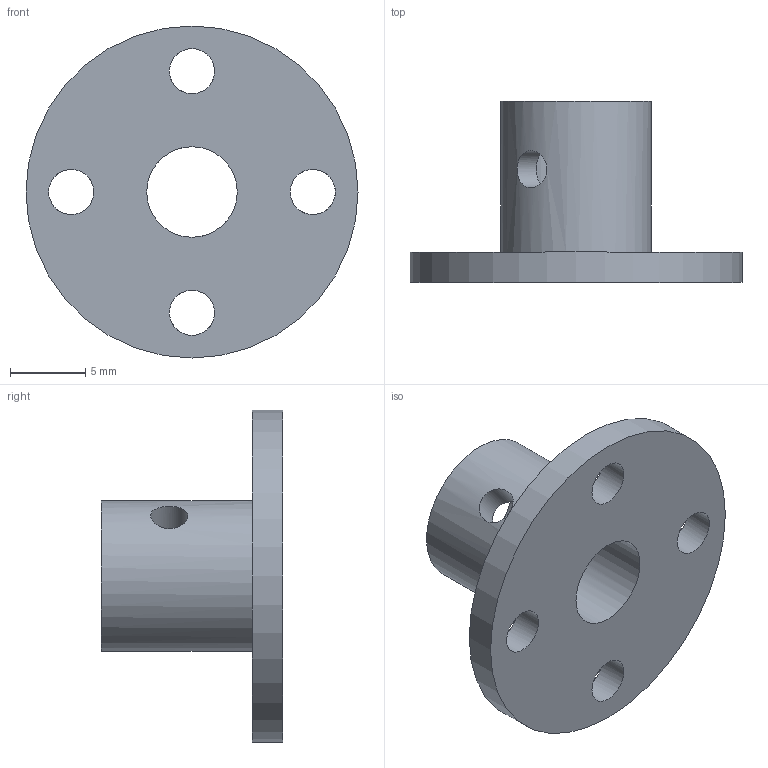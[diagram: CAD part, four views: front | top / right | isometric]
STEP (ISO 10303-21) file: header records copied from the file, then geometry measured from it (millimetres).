
FILE_DESCRIPTION(/* description */ (''),/* implementation_level */ '2;1');
FILE_NAME(/* name */ '9_Flangia_ipt_d97e50f4.STEP',/* time_stamp */ '2020-02-10T12:18:24+01:00',/* author */ ('socci'),/* organization */ (''),/* preprocessor_version */ 'ST-DEVELOPER v18',/* originating_system */ 'Autodesk Inventor 2020',/* authorisation */ '');
FILE_SCHEMA (('AUTOMOTIVE_DESIGN { 1 0 10303 214 3 1 1 }'));
Length unit declared in the file: millimetre
Products named in the file (1): 9_Flangia
Bounding box: 22 x 12 x 22 mm (x, y, z)
Volume: 1130.6 mm3; surface area: 1413.6 mm2
Topology: 1 solids, 1 shells, 12 faces, 47 edges, 38 vertices
Faces by surface type: cylinder 9, plane 3
Full cylindrical faces by diameter (mm): 2.459 x2, 3 x4, 6 x1, 10 x1, 22 x1
Entity records: 726 total; most frequent: CARTESIAN_POINT 236, ORIENTED_EDGE 94, DIRECTION 91, EDGE_CURVE 47, AXIS2_PLACEMENT_3D 41, VERTEX_POINT 38, CIRCLE 28, EDGE_LOOP 27
